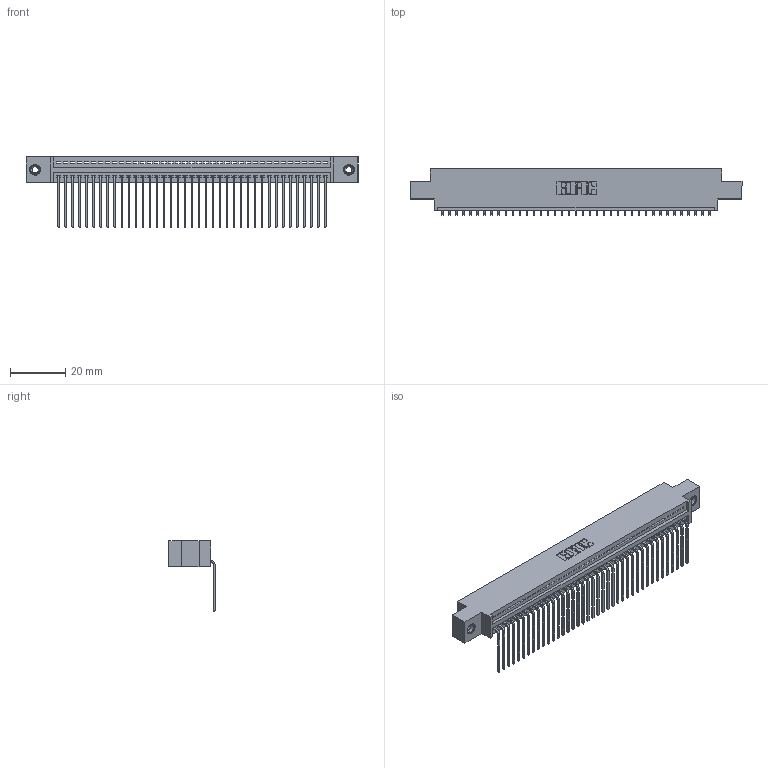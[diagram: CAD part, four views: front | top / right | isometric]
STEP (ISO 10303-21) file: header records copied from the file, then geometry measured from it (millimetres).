
FILE_DESCRIPTION (( 'STEP AP203' ), '1' );
FILE_NAME ('395-039-559-608.STEP', '2018-11-14T14:58:35', ( '' ), ( '' ), 'SwSTEP 2.0', 'SolidWorks 2016', '' );
FILE_SCHEMA (( 'CONFIG_CONTROL_DESIGN' ));
Length unit declared in the file: inch
Products named in the file (4): 345-292-001_558 559 Tail - 1; 395-039-559-608; 345 Part_0.170 Offset - 0.156 Dia-TI; 345-250-001_345-250-003-102
Assembly tree (42 placements, depth 2):
  395-039-559-608
    345 Part_0.170 Offset - 0.156 Dia-TI
    345-292-001_558 559 Tail - 1  x39
    345-250-001_345-250-003-102  x2
Bounding box: 120.27 x 16.75 x 25.53 mm (x, y, z)
Volume: 11408.7 mm3; surface area: 16029.6 mm2
Topology: 42 solids, 42 shells, 2530 faces, 7587 edges, 4998 vertices
Faces by surface type: plane 1754, cylinder 760, cone 12, torus 4
Entity records: 31158 total; most frequent: CARTESIAN_POINT 5380, ORIENTED_EDGE 5346, DIRECTION 4729, EDGE_CURVE 2673, LINE 2365, VECTOR 2365, VERTEX_POINT 1776, AXIS2_PLACEMENT_3D 1182
